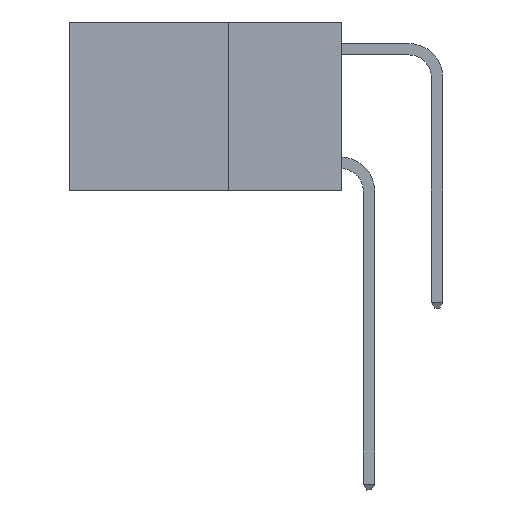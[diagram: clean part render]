
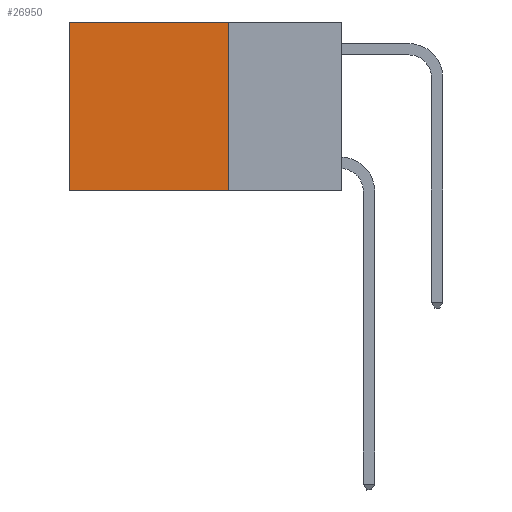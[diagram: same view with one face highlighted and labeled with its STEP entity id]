
A CAD part, left-side view. The second image highlights one B-rep face of the part: STEP entity #26950.
In plain terms, the highlighted planar face has unit normal (-1, 0, 0).
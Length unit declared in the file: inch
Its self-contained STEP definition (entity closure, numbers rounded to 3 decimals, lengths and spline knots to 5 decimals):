
#680 = CARTESIAN_POINT ( 'NONE',  ( 0.2625, 0.25, -0.37 ) ) ;
#1148 = CARTESIAN_POINT ( 'NONE',  ( 0.2625, 0.6, -0.37 ) ) ;
#3096 = PLANE ( 'NONE',  #12128 ) ;
#4852 = VECTOR ( 'NONE', #17503, 39.37008 ) ;
#5173 = LINE ( 'NONE', #8812, #11052 ) ;
#7368 = ORIENTED_EDGE ( 'NONE', *, *, #21542, .F. ) ;
#8320 = CARTESIAN_POINT ( 'NONE',  ( 0.2625, 0.25, 0. ) ) ;
#8812 = CARTESIAN_POINT ( 'NONE',  ( 0.2625, 0.25, 0. ) ) ;
#8937 = VERTEX_POINT ( 'NONE', #680 ) ;
#9909 = EDGE_CURVE ( 'NONE', #29660, #20808, #11491, .T. ) ;
#10643 = DIRECTION ( 'NONE',  ( 1., 0., 0. ) ) ;
#10988 = ORIENTED_EDGE ( 'NONE', *, *, #15161, .T. ) ;
#11052 = VECTOR ( 'NONE', #21315, 39.37008 ) ;
#11491 = LINE ( 'NONE', #14989, #4852 ) ;
#12128 = AXIS2_PLACEMENT_3D ( 'NONE', #25641, #10643, #28155 ) ;
#13124 = VECTOR ( 'NONE', #18788, 39.37008 ) ;
#13654 = LINE ( 'NONE', #8320, #26945 ) ;
#14717 = LINE ( 'NONE', #31173, #13124 ) ;
#14989 = CARTESIAN_POINT ( 'NONE',  ( 0.2625, 0.6, 0. ) ) ;
#15161 = EDGE_CURVE ( 'NONE', #31509, #29660, #5173, .T. ) ;
#15884 = ORIENTED_EDGE ( 'NONE', *, *, #9909, .T. ) ;
#17503 = DIRECTION ( 'NONE',  ( 0., 0., -1. ) ) ;
#18788 = DIRECTION ( 'NONE',  ( 0., 1., 0. ) ) ;
#20686 = FACE_OUTER_BOUND ( 'NONE', #22944, .T. ) ;
#20808 = VERTEX_POINT ( 'NONE', #1148 ) ;
#21315 = DIRECTION ( 'NONE',  ( 0., 1., 0. ) ) ;
#21516 = CARTESIAN_POINT ( 'NONE',  ( 0.2625, 0.6, 0. ) ) ;
#21542 = EDGE_CURVE ( 'NONE', #8937, #20808, #14717, .T. ) ;
#22944 = EDGE_LOOP ( 'NONE', ( #15884, #7368, #24353, #10988 ) ) ;
#24353 = ORIENTED_EDGE ( 'NONE', *, *, #30138, .F. ) ;
#25641 = CARTESIAN_POINT ( 'NONE',  ( 0.2625, 0.25, 0. ) ) ;
#25823 = DIRECTION ( 'NONE',  ( 0., 0., -1. ) ) ;
#26198 = CARTESIAN_POINT ( 'NONE',  ( 0.2625, 0.25, 0. ) ) ;
#26945 = VECTOR ( 'NONE', #25823, 39.37008 ) ;
#26950 = ADVANCED_FACE ( 'NONE', ( #20686 ), #3096, .F. ) ;
#28155 = DIRECTION ( 'NONE',  ( 0., 0., -1. ) ) ;
#29660 = VERTEX_POINT ( 'NONE', #21516 ) ;
#30138 = EDGE_CURVE ( 'NONE', #31509, #8937, #13654, .T. ) ;
#31173 = CARTESIAN_POINT ( 'NONE',  ( 0.2625, 0.25, -0.37 ) ) ;
#31509 = VERTEX_POINT ( 'NONE', #26198 ) ;
